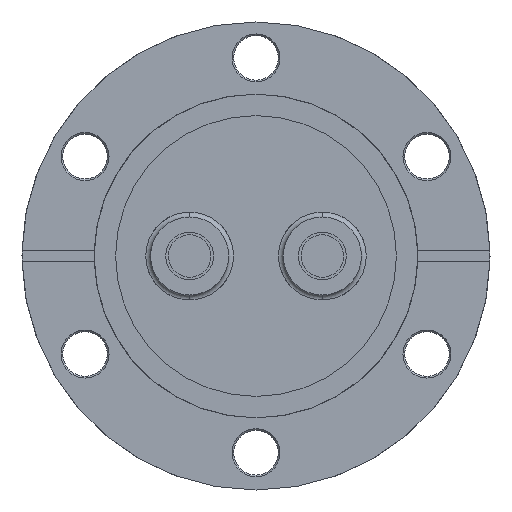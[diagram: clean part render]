
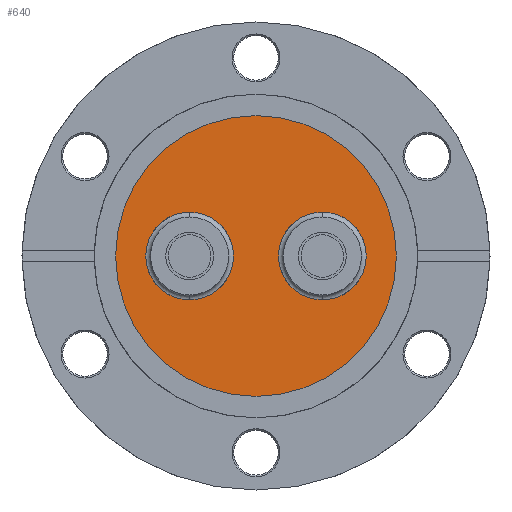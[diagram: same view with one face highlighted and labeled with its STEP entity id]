
A CAD part, front view. The second image highlights one B-rep face of the part: STEP entity #640.
In plain terms, the highlighted planar face has unit normal (0, -1, 0).
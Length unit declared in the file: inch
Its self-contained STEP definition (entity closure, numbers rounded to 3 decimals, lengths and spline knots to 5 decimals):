
#234 = CIRCLE ( 'NONE', #3687, 0.258 ) ;
#236 = CIRCLE ( 'NONE', #3689, 0.258 ) ;
#259 = CIRCLE ( 'NONE', #3699, 0.258 ) ;
#265 = CIRCLE ( 'NONE', #3701, 0.258 ) ;
#318 = CIRCLE ( 'NONE', #3711, 0.825 ) ;
#640 = ADVANCED_FACE ( 'NONE', ( #4643, #4641, #4639 ), #2415, .T. ) ;
#716 = CARTESIAN_POINT ( 'NONE',  ( 0., -0.454, 0. ) ) ;
#717 = DIRECTION ( 'NONE',  ( 0., -1., 0. ) ) ;
#718 = DIRECTION ( 'NONE',  ( 0., 0., 1. ) ) ;
#790 = CARTESIAN_POINT ( 'NONE',  ( 0.39, -0.454, 0. ) ) ;
#791 = DIRECTION ( 'NONE',  ( 0., -1., 0. ) ) ;
#792 = DIRECTION ( 'NONE',  ( 0., 0., 1. ) ) ;
#800 = CARTESIAN_POINT ( 'NONE',  ( -0.39, -0.454, 0. ) ) ;
#801 = DIRECTION ( 'NONE',  ( 0., -1., 0. ) ) ;
#802 = DIRECTION ( 'NONE',  ( 0., 0., 1. ) ) ;
#838 = CARTESIAN_POINT ( 'NONE',  ( -0.39, -0.454, 0. ) ) ;
#839 = DIRECTION ( 'NONE',  ( 0., -1., 0. ) ) ;
#840 = DIRECTION ( 'NONE',  ( 0., 0., 1. ) ) ;
#845 = CARTESIAN_POINT ( 'NONE',  ( 0.39, -0.454, 0. ) ) ;
#846 = DIRECTION ( 'NONE',  ( 0., -1., 0. ) ) ;
#847 = DIRECTION ( 'NONE',  ( 0., 0., 1. ) ) ;
#1121 = CARTESIAN_POINT ( 'NONE',  ( 0., -0.454, -0.825 ) ) ;
#1129 = CARTESIAN_POINT ( 'NONE',  ( 0., -0.454, 0.825 ) ) ;
#1147 = CARTESIAN_POINT ( 'NONE',  ( 0.39, -0.454, -0.258 ) ) ;
#1150 = CARTESIAN_POINT ( 'NONE',  ( 0.39, -0.454, 0.258 ) ) ;
#1151 = CARTESIAN_POINT ( 'NONE',  ( -0.39, -0.454, 0.258 ) ) ;
#1154 = CARTESIAN_POINT ( 'NONE',  ( -0.39, -0.454, -0.258 ) ) ;
#1271 = EDGE_CURVE ( 'NONE', #2897, #2894, #4402, .T. ) ;
#1492 = AXIS2_PLACEMENT_3D ( 'NONE', #2413, #2408, #2417 ) ;
#1535 = AXIS2_PLACEMENT_3D ( 'NONE', #2006, #2007, #2008 ) ;
#1847 = EDGE_CURVE ( 'NONE', #2894, #2897, #318, .T. ) ;
#1879 = EDGE_CURVE ( 'NONE', #2921, #2925, #265, .T. ) ;
#1883 = EDGE_CURVE ( 'NONE', #2930, #2926, #259, .T. ) ;
#1899 = EDGE_CURVE ( 'NONE', #2926, #2930, #236, .T. ) ;
#1901 = EDGE_CURVE ( 'NONE', #2925, #2921, #234, .T. ) ;
#2006 = CARTESIAN_POINT ( 'NONE',  ( 0., -0.454, 0. ) ) ;
#2007 = DIRECTION ( 'NONE',  ( 0., -1., 0. ) ) ;
#2008 = DIRECTION ( 'NONE',  ( 0., 0., 1. ) ) ;
#2408 = DIRECTION ( 'NONE',  ( 0., -1., 0. ) ) ;
#2413 = CARTESIAN_POINT ( 'NONE',  ( 0., -0.454, 0. ) ) ;
#2415 = PLANE ( 'NONE',  #1492 ) ;
#2417 = DIRECTION ( 'NONE',  ( 0., 0., 1. ) ) ;
#2894 = VERTEX_POINT ( 'NONE', #1121 ) ;
#2897 = VERTEX_POINT ( 'NONE', #1129 ) ;
#2921 = VERTEX_POINT ( 'NONE', #1147 ) ;
#2925 = VERTEX_POINT ( 'NONE', #1150 ) ;
#2926 = VERTEX_POINT ( 'NONE', #1151 ) ;
#2930 = VERTEX_POINT ( 'NONE', #1154 ) ;
#3687 = AXIS2_PLACEMENT_3D ( 'NONE', #845, #846, #847 ) ;
#3689 = AXIS2_PLACEMENT_3D ( 'NONE', #838, #839, #840 ) ;
#3699 = AXIS2_PLACEMENT_3D ( 'NONE', #800, #801, #802 ) ;
#3701 = AXIS2_PLACEMENT_3D ( 'NONE', #790, #791, #792 ) ;
#3711 = AXIS2_PLACEMENT_3D ( 'NONE', #716, #717, #718 ) ;
#4402 = CIRCLE ( 'NONE', #1535, 0.825 ) ;
#4639 = FACE_OUTER_BOUND ( 'NONE', #4841, .T. ) ;
#4641 = FACE_BOUND ( 'NONE', #4843, .T. ) ;
#4643 = FACE_BOUND ( 'NONE', #4839, .T. ) ;
#4839 = EDGE_LOOP ( 'NONE', ( #4896, #4897 ) ) ;
#4841 = EDGE_LOOP ( 'NONE', ( #4900, #4901 ) ) ;
#4843 = EDGE_LOOP ( 'NONE', ( #4898, #4899 ) ) ;
#4896 = ORIENTED_EDGE ( 'NONE', *, *, #1883, .F. ) ;
#4897 = ORIENTED_EDGE ( 'NONE', *, *, #1899, .F. ) ;
#4898 = ORIENTED_EDGE ( 'NONE', *, *, #1879, .F. ) ;
#4899 = ORIENTED_EDGE ( 'NONE', *, *, #1901, .F. ) ;
#4900 = ORIENTED_EDGE ( 'NONE', *, *, #1271, .T. ) ;
#4901 = ORIENTED_EDGE ( 'NONE', *, *, #1847, .T. ) ;
